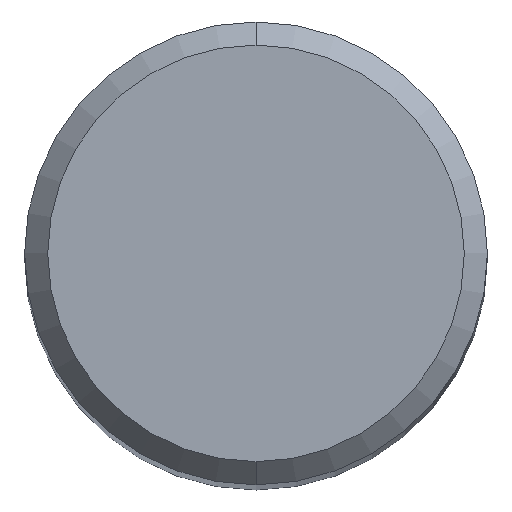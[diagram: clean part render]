
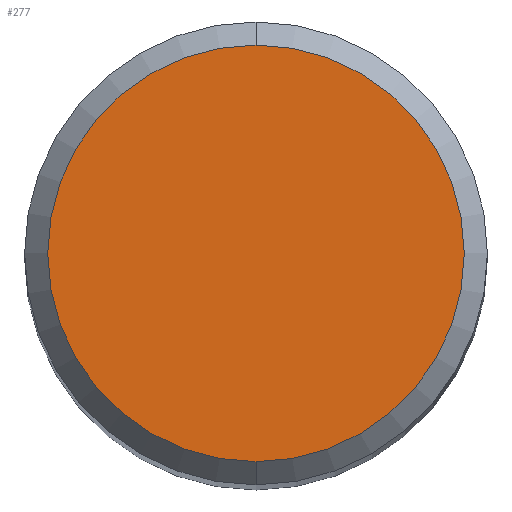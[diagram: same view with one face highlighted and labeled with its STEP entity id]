
A CAD part, top view. The second image highlights one B-rep face of the part: STEP entity #277.
In plain terms, the highlighted planar face has unit normal (0, 0, 1).
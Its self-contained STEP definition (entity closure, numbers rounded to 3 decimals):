
#187=EDGE_CURVE('',#269,#423,#479,.T.);
#269=VERTEX_POINT('',#571);
#277=ADVANCED_FACE('',(#579),#580,.T.);
#327=EDGE_CURVE('',#423,#269,#632,.T.);
#423=VERTEX_POINT('',#739);
#479=CIRCLE('',#813,3.6);
#571=CARTESIAN_POINT('',(0.,-3.6,0.0));
#579=FACE_OUTER_BOUND('',#1046,.T.);
#580=PLANE('',#1047);
#632=CIRCLE('',#1150,3.6);
#739=CARTESIAN_POINT('',(0.0,3.6,0.0));
#813=AXIS2_PLACEMENT_3D('',#1403,#1404,#1405);
#1046=EDGE_LOOP('',(#1513,#1514));
#1047=AXIS2_PLACEMENT_3D('',#1515,#1516,#1517);
#1150=AXIS2_PLACEMENT_3D('',#1558,#1559,#1560);
#1403=CARTESIAN_POINT('',(0.0,0.0,0.0));
#1404=DIRECTION('',(0.0,0.0,-1.0));
#1405=DIRECTION('',(0.0,1.0,0.0));
#1513=ORIENTED_EDGE('',*,*,#327,.F.);
#1514=ORIENTED_EDGE('',*,*,#187,.F.);
#1515=CARTESIAN_POINT('',(0.0,1.8,0.0));
#1516=DIRECTION('',(-0.0,0.0,1.0));
#1517=DIRECTION('',(0.0,-1.0,0.0));
#1558=CARTESIAN_POINT('',(0.0,0.0,0.0));
#1559=DIRECTION('',(0.0,0.0,-1.0));
#1560=DIRECTION('',(0.0,1.0,0.0));
